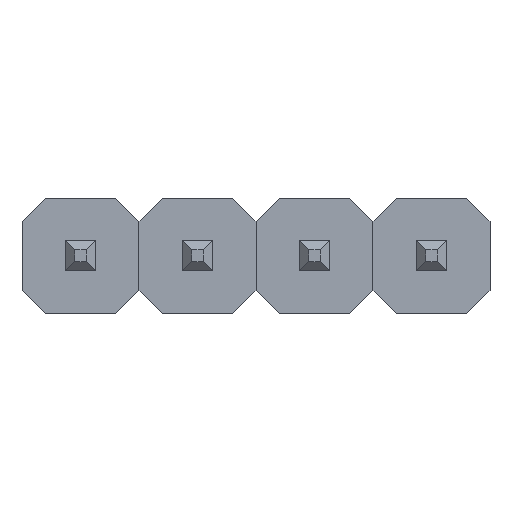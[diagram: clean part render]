
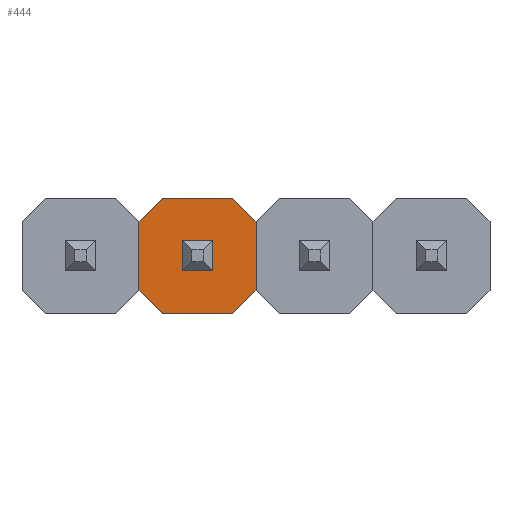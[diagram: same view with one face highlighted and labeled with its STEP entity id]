
A CAD part, top view. The second image highlights one B-rep face of the part: STEP entity #444.
In plain terms, the highlighted planar face has unit normal (0, 0, 1).
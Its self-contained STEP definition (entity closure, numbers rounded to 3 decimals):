
#80=FACE_OUTER_BOUND('',#104,.T.);
#104=EDGE_LOOP('',(#322,#323,#324,#325,#326,#327,#328,#329));
#126=LINE('',#684,#178);
#130=LINE('',#692,#182);
#133=LINE('',#698,#185);
#134=LINE('',#700,#186);
#135=LINE('',#702,#187);
#136=LINE('',#704,#188);
#137=LINE('',#706,#189);
#138=LINE('',#707,#190);
#178=VECTOR('',#549,10.);
#182=VECTOR('',#555,10.);
#185=VECTOR('',#560,10.);
#186=VECTOR('',#561,10.);
#187=VECTOR('',#562,10.);
#188=VECTOR('',#563,10.);
#189=VECTOR('',#564,10.);
#190=VECTOR('',#565,10.);
#230=VERTEX_POINT('',#682);
#231=VERTEX_POINT('',#683);
#234=VERTEX_POINT('',#691);
#236=VERTEX_POINT('',#697);
#237=VERTEX_POINT('',#699);
#238=VERTEX_POINT('',#701);
#239=VERTEX_POINT('',#703);
#240=VERTEX_POINT('',#705);
#262=EDGE_CURVE('',#230,#231,#126,.T.);
#266=EDGE_CURVE('',#234,#231,#130,.T.);
#269=EDGE_CURVE('',#230,#236,#133,.T.);
#270=EDGE_CURVE('',#237,#236,#134,.T.);
#271=EDGE_CURVE('',#237,#238,#135,.T.);
#272=EDGE_CURVE('',#239,#238,#136,.T.);
#273=EDGE_CURVE('',#239,#240,#137,.T.);
#274=EDGE_CURVE('',#234,#240,#138,.T.);
#322=ORIENTED_EDGE('',*,*,#262,.F.);
#323=ORIENTED_EDGE('',*,*,#269,.T.);
#324=ORIENTED_EDGE('',*,*,#270,.F.);
#325=ORIENTED_EDGE('',*,*,#271,.T.);
#326=ORIENTED_EDGE('',*,*,#272,.F.);
#327=ORIENTED_EDGE('',*,*,#273,.T.);
#328=ORIENTED_EDGE('',*,*,#274,.F.);
#329=ORIENTED_EDGE('',*,*,#266,.T.);
#420=PLANE('',#499);
#444=ADVANCED_FACE('',(#80),#420,.T.);
#499=AXIS2_PLACEMENT_3D('',#696,#558,#559);
#549=DIRECTION('',(0.707,0.707,0.));
#555=DIRECTION('',(-1.,0.,0.));
#558=DIRECTION('center_axis',(0.,0.,1.));
#559=DIRECTION('ref_axis',(1.,0.,0.));
#560=DIRECTION('',(0.,-1.,0.));
#561=DIRECTION('',(-0.707,0.707,0.));
#562=DIRECTION('',(1.,0.,0.));
#563=DIRECTION('',(-0.707,-0.707,0.));
#564=DIRECTION('',(0.,1.,0.));
#565=DIRECTION('',(0.707,-0.707,0.));
#682=CARTESIAN_POINT('',(-1.27,0.75,2.5));
#683=CARTESIAN_POINT('',(-0.77,1.25,2.5));
#684=CARTESIAN_POINT('',(-1.015,1.005,2.5));
#691=CARTESIAN_POINT('',(0.77,1.25,2.5));
#692=CARTESIAN_POINT('',(1.27,1.25,2.5));
#696=CARTESIAN_POINT('Origin',(0.,0.,
2.5));
#697=CARTESIAN_POINT('',(-1.27,-0.75,2.5));
#698=CARTESIAN_POINT('',(-1.27,1.25,2.5));
#699=CARTESIAN_POINT('',(-0.77,-1.25,2.5));
#700=CARTESIAN_POINT('',(-1.015,-1.005,2.5));
#701=CARTESIAN_POINT('',(0.77,-1.25,2.5));
#702=CARTESIAN_POINT('',(-1.27,-1.25,2.5));
#703=CARTESIAN_POINT('',(1.27,-0.75,2.5));
#704=CARTESIAN_POINT('',(1.015,-1.005,2.5));
#705=CARTESIAN_POINT('',(1.27,0.75,2.5));
#706=CARTESIAN_POINT('',(1.27,-1.25,2.5));
#707=CARTESIAN_POINT('',(1.015,1.005,2.5));
